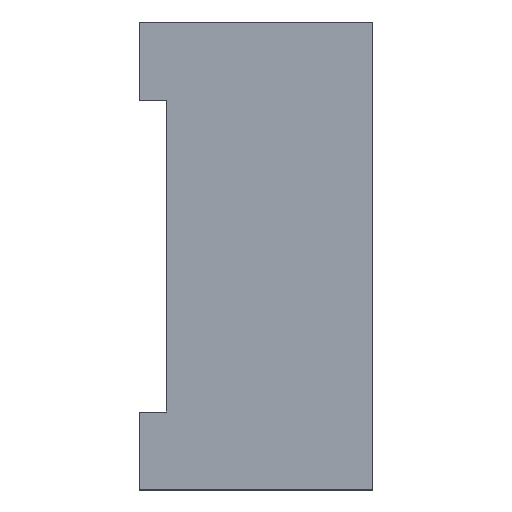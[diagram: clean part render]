
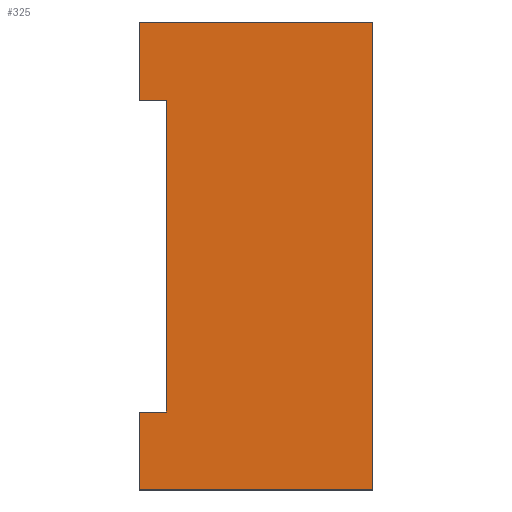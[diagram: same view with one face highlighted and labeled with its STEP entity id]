
A CAD part, left-side view. The second image highlights one B-rep face of the part: STEP entity #325.
In plain terms, the highlighted planar face has unit normal (-1, 0, 0).
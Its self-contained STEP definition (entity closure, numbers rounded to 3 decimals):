
#24=PLANE('',#376);
#43=FACE_OUTER_BOUND('',#62,.T.);
#62=EDGE_LOOP('',(#271,#272,#273,#274,#275,#276,#277,#278));
#80=LINE('',#527,#110);
#84=LINE('',#536,#114);
#87=LINE('',#540,#117);
#88=LINE('',#543,#118);
#89=LINE('',#545,#119);
#90=LINE('',#547,#120);
#91=LINE('',#549,#121);
#92=LINE('',#550,#122);
#110=VECTOR('',#437,10.);
#114=VECTOR('',#443,10.);
#117=VECTOR('',#448,10.);
#118=VECTOR('',#451,10.);
#119=VECTOR('',#452,10.);
#120=VECTOR('',#453,10.);
#121=VECTOR('',#454,10.);
#122=VECTOR('',#455,10.);
#164=VERTEX_POINT('',#524);
#165=VERTEX_POINT('',#526);
#168=VERTEX_POINT('',#533);
#169=VERTEX_POINT('',#535);
#170=VERTEX_POINT('',#542);
#171=VERTEX_POINT('',#544);
#172=VERTEX_POINT('',#546);
#173=VERTEX_POINT('',#548);
#201=EDGE_CURVE('',#165,#164,#80,.T.);
#205=EDGE_CURVE('',#169,#168,#84,.T.);
#208=EDGE_CURVE('',#164,#169,#87,.T.);
#209=EDGE_CURVE('',#170,#168,#88,.T.);
#210=EDGE_CURVE('',#171,#170,#89,.T.);
#211=EDGE_CURVE('',#172,#171,#90,.T.);
#212=EDGE_CURVE('',#172,#173,#91,.T.);
#213=EDGE_CURVE('',#165,#173,#92,.T.);
#271=ORIENTED_EDGE('',*,*,#201,.T.);
#272=ORIENTED_EDGE('',*,*,#208,.T.);
#273=ORIENTED_EDGE('',*,*,#205,.T.);
#274=ORIENTED_EDGE('',*,*,#209,.F.);
#275=ORIENTED_EDGE('',*,*,#210,.F.);
#276=ORIENTED_EDGE('',*,*,#211,.F.);
#277=ORIENTED_EDGE('',*,*,#212,.T.);
#278=ORIENTED_EDGE('',*,*,#213,.F.);
#325=ADVANCED_FACE('',(#43),#24,.T.);
#376=AXIS2_PLACEMENT_3D('',#541,#449,#450);
#437=DIRECTION('',(0.,-1.,0.));
#443=DIRECTION('',(0.,1.,0.));
#448=DIRECTION('',(0.,0.,-1.));
#449=DIRECTION('center_axis',(-1.,0.,0.));
#450=DIRECTION('ref_axis',(0.,0.,1.));
#451=DIRECTION('',(0.,0.,1.));
#452=DIRECTION('',(0.,1.,0.));
#453=DIRECTION('',(0.,0.,-1.));
#454=DIRECTION('',(0.,1.,0.));
#455=DIRECTION('',(0.,0.,1.));
#524=CARTESIAN_POINT('',(-37.5,5.3,4.));
#526=CARTESIAN_POINT('',(-37.5,6.,4.));
#527=CARTESIAN_POINT('',(-37.5,3.65,4.));
#533=CARTESIAN_POINT('',(-37.5,6.,-4.));
#535=CARTESIAN_POINT('',(-37.5,5.3,-4.));
#536=CARTESIAN_POINT('',(-37.5,2.65,-4.));
#540=CARTESIAN_POINT('',(-37.5,5.3,-1.));
#541=CARTESIAN_POINT('Origin',(-37.5,0.,-6.));
#542=CARTESIAN_POINT('',(-37.5,6.,-6.));
#543=CARTESIAN_POINT('',(-37.5,6.,6.));
#544=CARTESIAN_POINT('',(-37.5,0.,-6.));
#545=CARTESIAN_POINT('',(-37.5,0.,-6.));
#546=CARTESIAN_POINT('',(-37.5,0.,6.));
#547=CARTESIAN_POINT('',(-37.5,0.,6.));
#548=CARTESIAN_POINT('',(-37.5,6.,6.));
#549=CARTESIAN_POINT('',(-37.5,0.,6.));
#550=CARTESIAN_POINT('',(-37.5,6.,6.));
